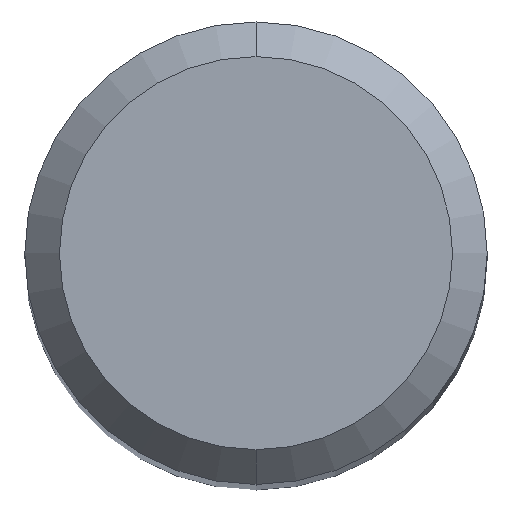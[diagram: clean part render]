
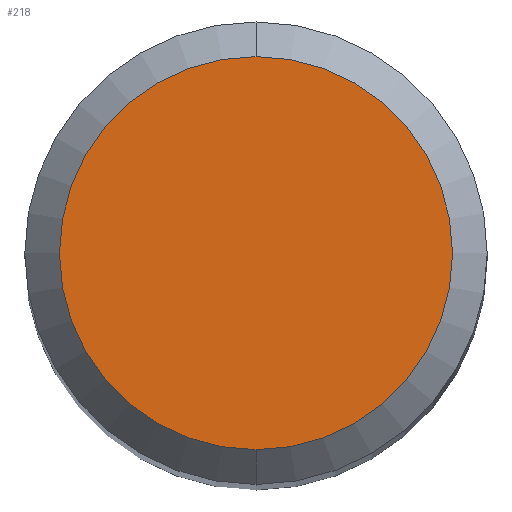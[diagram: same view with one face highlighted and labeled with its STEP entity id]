
A CAD part, top view. The second image highlights one B-rep face of the part: STEP entity #218.
In plain terms, the highlighted planar face has unit normal (0, 0, 1).
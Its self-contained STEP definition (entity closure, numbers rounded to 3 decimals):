
#136=VERTEX_POINT('',#305);
#178=VERTEX_POINT('',#353);
#218=ADVANCED_FACE('',(#397),#398,.T.);
#234=EDGE_CURVE('',#178,#136,#416,.T.);
#238=EDGE_CURVE('',#136,#178,#420,.T.);
#305=CARTESIAN_POINT('',(0.0,1.7,0.0));
#353=CARTESIAN_POINT('',(0.,-1.7,0.0));
#397=FACE_OUTER_BOUND('',#604,.T.);
#398=PLANE('',#605);
#416=CIRCLE('',#630,1.7);
#420=CIRCLE('',#635,1.7);
#604=EDGE_LOOP('',(#817,#818));
#605=AXIS2_PLACEMENT_3D('',#819,#820,#821);
#630=AXIS2_PLACEMENT_3D('',#846,#847,#848);
#635=AXIS2_PLACEMENT_3D('',#849,#850,#851);
#817=ORIENTED_EDGE('',*,*,#238,.F.);
#818=ORIENTED_EDGE('',*,*,#234,.F.);
#819=CARTESIAN_POINT('',(0.0,0.85,0.0));
#820=DIRECTION('',(-0.0,0.0,1.0));
#821=DIRECTION('',(0.0,-1.0,0.0));
#846=CARTESIAN_POINT('',(0.0,0.0,0.0));
#847=DIRECTION('',(0.0,0.0,-1.0));
#848=DIRECTION('',(0.0,1.0,0.0));
#849=CARTESIAN_POINT('',(0.0,0.0,0.0));
#850=DIRECTION('',(0.0,0.0,-1.0));
#851=DIRECTION('',(0.0,1.0,0.0));
